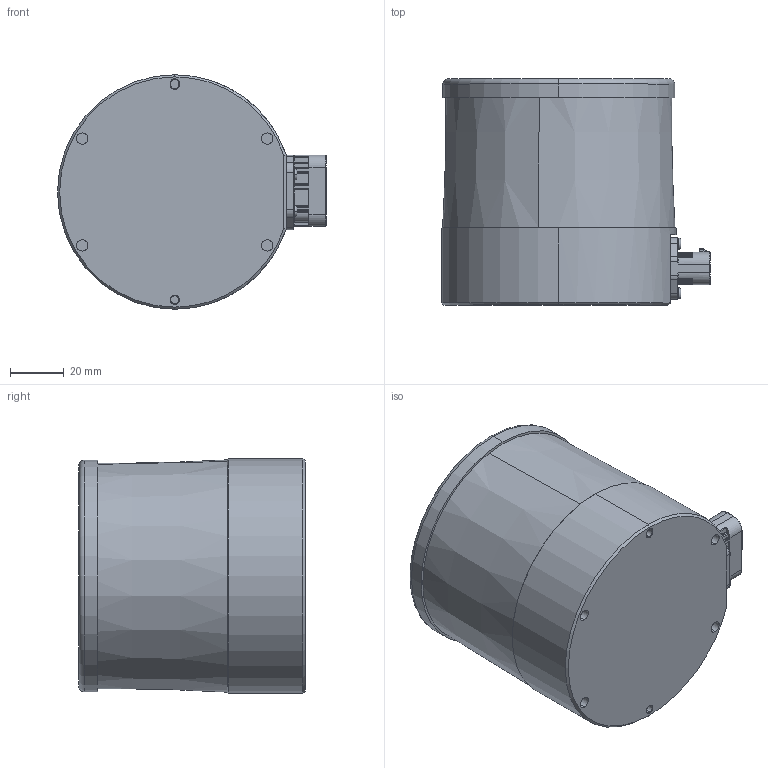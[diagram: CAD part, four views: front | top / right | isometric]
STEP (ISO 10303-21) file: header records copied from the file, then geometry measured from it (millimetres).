
FILE_DESCRIPTION (( 'STEP AP214' ), '1' );
FILE_NAME ('QT128BSample俋夤.STEP', '2021-11-03T11:18:45', ( '' ), ( '' ), 'SwSTEP 2.0', 'SolidWorks 2019', '' );
FILE_SCHEMA (( 'AUTOMOTIVE_DESIGN' ));
Length unit declared in the file: millimetre
Products named in the file (6): 25085490-QT128嫖欶-V2.0A0; 210000722; Rosenberger - mps113-400xx-z_210201_LV_info; 窪伎驗ぽ階裔; QT128BSample俋夤; 20220058-ﾄﾍﾂ萍ｮﾗﾖﾅﾌﾍｷﾂﾝｶ､-M2｡ﾁ6
Assembly tree (8 placements, depth 2):
  QT128BSample俋夤
    210000722
    窪伎驗ぽ階裔
    25085490-QT128嫖欶-V2.0A0
    Rosenberger - mps113-400xx-z_210201_LV_info
    20220058-ﾄﾍﾂ萍ｮﾗﾖﾅﾌﾍｷﾂﾝｶ､-M2｡ﾁ6  x4
Bounding box: 99.73 x 83.9 x 86.96 mm (x, y, z)
Volume: 95910.3 mm3; surface area: 87979.8 mm2
Topology: 8 solids, 8 shells, 1855 faces, 4803 edges, 3033 vertices
Faces by surface type: plane 860, cylinder 643, bspline 114, torus 107, cone 96, sphere 35
Entity records: 69785 total; most frequent: CARTESIAN_POINT 14730, ORIENTED_EDGE 9156, DIRECTION 8920, EDGE_CURVE 4578, AXIS2_PLACEMENT_3D 3113, VERTEX_POINT 2907, VECTOR 2694, LINE 2694
